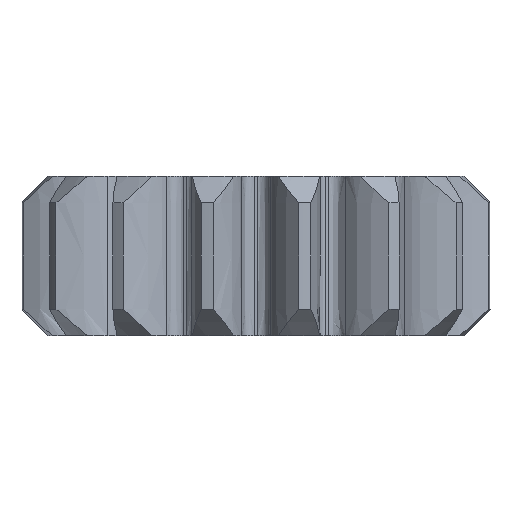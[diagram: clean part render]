
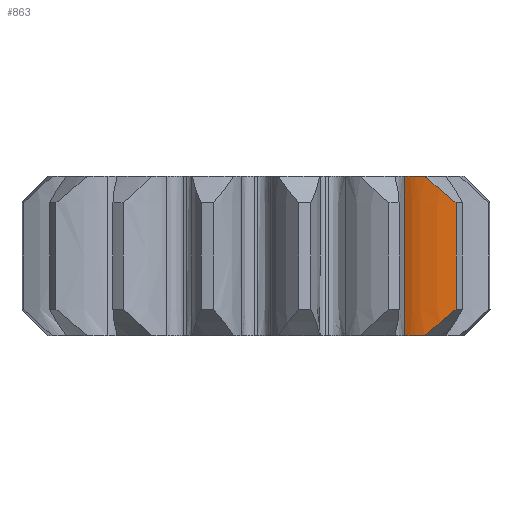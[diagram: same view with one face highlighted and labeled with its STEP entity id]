
A CAD part, left-side view. The second image highlights one B-rep face of the part: STEP entity #863.
In plain terms, the highlighted face is a extrusion surface.
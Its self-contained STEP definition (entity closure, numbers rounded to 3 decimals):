
#863=ADVANCED_FACE('',(#1747),#1749,.F.);
#1747=FACE_BOUND('',#1748,.T.);
#1748=EDGE_LOOP('',(#2985,#2986,#2987,#2988,#2989,#2990));
#1749=SURFACE_OF_LINEAR_EXTRUSION('',#1750,#1751);
#1750=B_SPLINE_CURVE_WITH_KNOTS('',3,
(#2991,#2992,#2993,#2994,#2995,#2996,#2997,#2998,#2999,#3000,#3001,#3002,#3003,#3004),
.UNSPECIFIED.,.F.,.F.,
(4,2,2,2,2,2,4),
(0.,0.182,0.358,0.528,0.691,0.849,
1.),
.UNSPECIFIED.);
#1751=VECTOR('',#1752,6.);
#1752=DIRECTION('',(0.,0.,1.));
#2985=ORIENTED_EDGE('',*,*,#3786,.F.);
#2986=ORIENTED_EDGE('',*,*,#3707,.F.);
#2987=ORIENTED_EDGE('',*,*,#3756,.F.);
#2988=ORIENTED_EDGE('',*,*,#3659,.F.);
#2989=ORIENTED_EDGE('',*,*,#3840,.F.);
#2990=ORIENTED_EDGE('',*,*,#3531,.F.);
#2991=CARTESIAN_POINT('',(-4.613,-7.516,0.));
#2992=CARTESIAN_POINT('',(-4.625,-7.397,0.));
#2993=CARTESIAN_POINT('',(-4.632,-7.277,0.));
#2994=CARTESIAN_POINT('',(-4.637,-7.042,0.));
#2995=CARTESIAN_POINT('',(-4.636,-6.926,0.));
#2996=CARTESIAN_POINT('',(-4.623,-6.699,0.));
#2997=CARTESIAN_POINT('',(-4.614,-6.587,0.));
#2998=CARTESIAN_POINT('',(-4.583,-6.37,0.));
#2999=CARTESIAN_POINT('',(-4.564,-6.264,0.));
#3000=CARTESIAN_POINT('',(-4.514,-6.059,0.));
#3001=CARTESIAN_POINT('',(-4.486,-5.958,0.));
#3002=CARTESIAN_POINT('',(-4.413,-5.769,0.));
#3003=CARTESIAN_POINT('',(-4.37,-5.68,0.));
#3004=CARTESIAN_POINT('',(-4.32,-5.593,0.));
#3531=EDGE_CURVE('',#3916,#3918,#3919,.T.);
#3659=EDGE_CURVE('',#4172,#4174,#4175,.F.);
#3707=EDGE_CURVE('',#4268,#4270,#4271,.F.);
#3756=EDGE_CURVE('',#4174,#4268,#4356,.F.);
#3786=EDGE_CURVE('',#4270,#3916,#4386,.T.);
#3840=EDGE_CURVE('',#3918,#4172,#4440,.T.);
#3916=VERTEX_POINT('',#4707);
#3918=VERTEX_POINT('',#4712);
#3919=B_SPLINE_CURVE_WITH_KNOTS('',3,
(#4713,#4714,#4715,#4716,#4717,#4718,#4719,#4720),
.UNSPECIFIED.,.F.,.F.,
(4,2,2,4),
(0.,0.232,0.624,1.),
.UNSPECIFIED.);
#4172=VERTEX_POINT('',#5945);
#4174=VERTEX_POINT('',#5960);
#4175=B_SPLINE_CURVE_WITH_KNOTS('',3,
(#5961,#5962,#5963,#5964,#5965,#5966,#5967,#5968),
.UNSPECIFIED.,.F.,.F.,
(4,2,2,4),
(0.,0.232,0.624,1.),
.UNSPECIFIED.);
#4268=VERTEX_POINT('',#6300);
#4270=VERTEX_POINT('',#6305);
#4271=LINE('',#6306,#6307);
#4356=B_SPLINE_CURVE_WITH_KNOTS('',3,
(#6709,#6710,#6711,#6712,#6713,#6714,#6715,#6716,#6717,#6718,#6719,#6720,#6721,#6722,
#6723,#6724,#6725,#6726,#6727,#6728),
.UNSPECIFIED.,.F.,.F.,
(4,1,1,1,1,1,1,1,1,1,1,1,1,1,1,1,1,4),
(0.,0.064,0.128,0.193,0.256,0.32,
0.384,0.394,0.447,0.51,0.573,
0.635,0.697,0.758,0.819,0.88,
0.94,1.),
.UNSPECIFIED.);
#4386=B_SPLINE_CURVE_WITH_KNOTS('',3,
(#7420,#7421,#7422,#7423,#7424,#7425,#7426,#7427,#7428,#7429,#7430,#7431,#7432,#7433,
#7434,#7435,#7436,#7437,#7438,#7439),
.UNSPECIFIED.,.F.,.F.,
(4,1,1,1,1,1,1,1,1,1,1,1,1,1,1,1,1,4),
(0.,0.059,0.119,0.178,0.239,0.299,
0.361,0.394,0.423,0.486,0.549,
0.612,0.676,0.741,0.805,0.87,
0.935,1.),
.UNSPECIFIED.);
#4440=LINE('',#8026,#8027);
#4707=CARTESIAN_POINT('',(-4.576,-6.34,0.));
#4712=CARTESIAN_POINT('',(-4.32,-5.593,0.));
#4713=CARTESIAN_POINT('',(-4.576,-6.34,0.));
#4714=CARTESIAN_POINT('',(-4.566,-6.279,0.));
#4715=CARTESIAN_POINT('',(-4.553,-6.219,0.));
#4716=CARTESIAN_POINT('',(-4.514,-6.059,0.));
#4717=CARTESIAN_POINT('',(-4.486,-5.958,0.));
#4718=CARTESIAN_POINT('',(-4.413,-5.769,0.));
#4719=CARTESIAN_POINT('',(-4.37,-5.68,0.));
#4720=CARTESIAN_POINT('',(-4.32,-5.593,0.));
#5945=CARTESIAN_POINT('',(-4.32,-5.593,6.));
#5960=CARTESIAN_POINT('',(-4.576,-6.34,6.));
#5961=CARTESIAN_POINT('',(-4.576,-6.34,6.));
#5962=CARTESIAN_POINT('',(-4.566,-6.279,6.));
#5963=CARTESIAN_POINT('',(-4.553,-6.219,6.));
#5964=CARTESIAN_POINT('',(-4.514,-6.059,6.));
#5965=CARTESIAN_POINT('',(-4.486,-5.958,6.));
#5966=CARTESIAN_POINT('',(-4.413,-5.769,6.));
#5967=CARTESIAN_POINT('',(-4.37,-5.68,6.));
#5968=CARTESIAN_POINT('',(-4.32,-5.593,6.));
#6300=CARTESIAN_POINT('',(-4.613,-7.516,5.));
#6305=CARTESIAN_POINT('',(-4.613,-7.516,1.));
#6306=CARTESIAN_POINT('',(-4.613,-7.516,1.));
#6307=VECTOR('',#6308,1.);
#6308=DIRECTION('',(0.,0.,1.));
#6709=CARTESIAN_POINT('',(-4.613,-7.516,5.));
#6710=CARTESIAN_POINT('',(-4.616,-7.49,5.021));
#6711=CARTESIAN_POINT('',(-4.62,-7.439,5.062));
#6712=CARTESIAN_POINT('',(-4.626,-7.361,5.125));
#6713=CARTESIAN_POINT('',(-4.63,-7.285,5.187));
#6714=CARTESIAN_POINT('',(-4.633,-7.208,5.25));
#6715=CARTESIAN_POINT('',(-4.635,-7.132,5.313));
#6716=CARTESIAN_POINT('',(-4.636,-7.078,5.358));
#6717=CARTESIAN_POINT('',(-4.636,-7.028,5.4));
#6718=CARTESIAN_POINT('',(-4.636,-6.978,5.442));
#6719=CARTESIAN_POINT('',(-4.634,-6.907,5.501));
#6720=CARTESIAN_POINT('',(-4.631,-6.834,5.564));
#6721=CARTESIAN_POINT('',(-4.627,-6.761,5.627));
#6722=CARTESIAN_POINT('',(-4.622,-6.689,5.689));
#6723=CARTESIAN_POINT('',(-4.615,-6.617,5.751));
#6724=CARTESIAN_POINT('',(-4.607,-6.547,5.813));
#6725=CARTESIAN_POINT('',(-4.598,-6.477,5.876));
#6726=CARTESIAN_POINT('',(-4.588,-6.408,5.938));
#6727=CARTESIAN_POINT('',(-4.58,-6.363,5.979));
#6728=CARTESIAN_POINT('',(-4.576,-6.34,6.));
#7420=CARTESIAN_POINT('',(-4.613,-7.516,1.));
#7421=CARTESIAN_POINT('',(-4.616,-7.492,0.981));
#7422=CARTESIAN_POINT('',(-4.62,-7.445,0.943));
#7423=CARTESIAN_POINT('',(-4.625,-7.373,0.885));
#7424=CARTESIAN_POINT('',(-4.629,-7.301,0.826));
#7425=CARTESIAN_POINT('',(-4.633,-7.229,0.767));
#7426=CARTESIAN_POINT('',(-4.635,-7.157,0.707));
#7427=CARTESIAN_POINT('',(-4.636,-7.095,0.656));
#7428=CARTESIAN_POINT('',(-4.636,-7.046,0.616));
#7429=CARTESIAN_POINT('',(-4.636,-6.997,0.574));
#7430=CARTESIAN_POINT('',(-4.635,-6.936,0.523));
#7431=CARTESIAN_POINT('',(-4.632,-6.862,0.46));
#7432=CARTESIAN_POINT('',(-4.628,-6.787,0.396));
#7433=CARTESIAN_POINT('',(-4.623,-6.713,0.332));
#7434=CARTESIAN_POINT('',(-4.617,-6.638,0.267));
#7435=CARTESIAN_POINT('',(-4.609,-6.563,0.201));
#7436=CARTESIAN_POINT('',(-4.6,-6.488,0.134));
#7437=CARTESIAN_POINT('',(-4.589,-6.414,0.067));
#7438=CARTESIAN_POINT('',(-4.581,-6.365,0.023));
#7439=CARTESIAN_POINT('',(-4.576,-6.34,0.));
#8026=CARTESIAN_POINT('',(-4.32,-5.593,0.));
#8027=VECTOR('',#8028,1.);
#8028=DIRECTION('',(0.,0.,1.));
